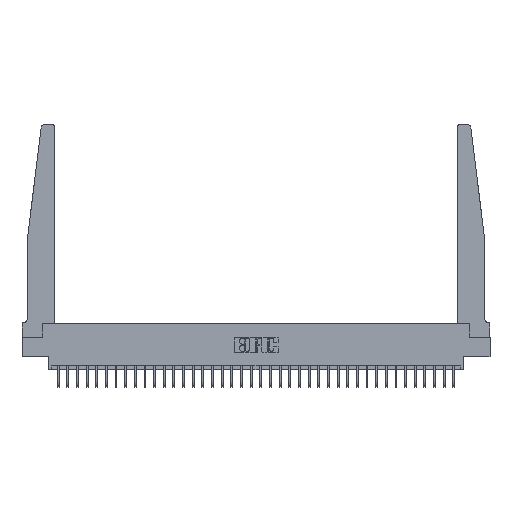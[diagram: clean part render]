
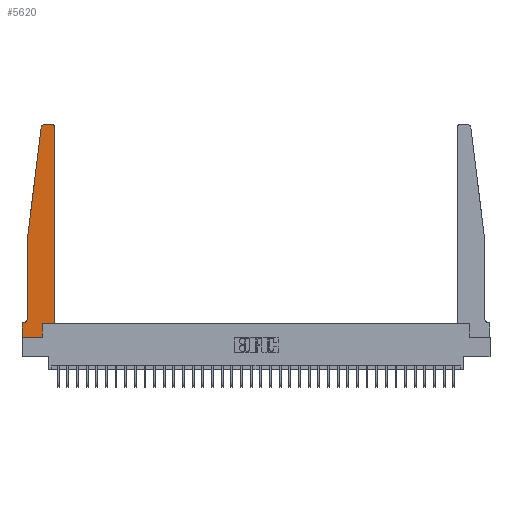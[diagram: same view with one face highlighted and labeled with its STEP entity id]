
A CAD part, top view. The second image highlights one B-rep face of the part: STEP entity #5620.
In plain terms, the highlighted planar face has unit normal (0, 0, 1).
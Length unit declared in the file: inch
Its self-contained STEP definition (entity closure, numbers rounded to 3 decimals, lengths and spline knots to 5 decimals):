
#8 = EDGE_CURVE ( 'NONE', #19285, #2188, #27945, .T. ) ;
#69 = AXIS2_PLACEMENT_3D ( 'NONE', #25104, #27734, #30397 ) ;
#174 = LINE ( 'NONE', #19203, #27259 ) ;
#482 = CIRCLE ( 'NONE', #69, 0.03 ) ;
#970 = CIRCLE ( 'NONE', #17195, 0.05 ) ;
#979 = DIRECTION ( 'NONE',  ( -1., 0., 0. ) ) ;
#1401 = CARTESIAN_POINT ( 'NONE',  ( 0.24675, 2.72367, 0.37 ) ) ;
#1443 = VERTEX_POINT ( 'NONE', #6968 ) ;
#2084 = VECTOR ( 'NONE', #21563, 39.37008 ) ;
#2188 = VERTEX_POINT ( 'NONE', #4182 ) ;
#2904 = VERTEX_POINT ( 'NONE', #1401 ) ;
#2942 = ORIENTED_EDGE ( 'NONE', *, *, #18205, .T. ) ;
#3439 = EDGE_CURVE ( 'NONE', #1443, #10607, #33864, .T. ) ;
#3940 = DIRECTION ( 'NONE',  ( 1., 0., 0. ) ) ;
#4182 = CARTESIAN_POINT ( 'NONE',  ( 0., 0., 0.37 ) ) ;
#4514 = CARTESIAN_POINT ( 'NONE',  ( 0.065, 1.25, 0.37 ) ) ;
#4588 = VECTOR ( 'NONE', #7638, 39.37008 ) ;
#5269 = ORIENTED_EDGE ( 'NONE', *, *, #8, .T. ) ;
#5336 = AXIS2_PLACEMENT_3D ( 'NONE', #5825, #11337, #29454 ) ;
#5620 = ADVANCED_FACE ( 'NONE', ( #30009 ), #10887, .T. ) ;
#5825 = CARTESIAN_POINT ( 'NONE',  ( 0., 0.1875, 0.37 ) ) ;
#6195 = DIRECTION ( 'NONE',  ( 0., 0., 1. ) ) ;
#6349 = DIRECTION ( 'NONE',  ( 0., -1., 0. ) ) ;
#6825 = VECTOR ( 'NONE', #20097, 39.37008 ) ;
#6902 = DIRECTION ( 'NONE',  ( 0., -1., 0. ) ) ;
#6968 = CARTESIAN_POINT ( 'NONE',  ( 0.2605, 0.18, 0.37 ) ) ;
#7147 = ORIENTED_EDGE ( 'NONE', *, *, #9936, .T. ) ;
#7370 = CARTESIAN_POINT ( 'NONE',  ( 0.425, 0.18, 0.37 ) ) ;
#7638 = DIRECTION ( 'NONE',  ( 0., 1., 0. ) ) ;
#7770 = CARTESIAN_POINT ( 'NONE',  ( 0.015, 0.1875, 0.37 ) ) ;
#8133 = CARTESIAN_POINT ( 'NONE',  ( 0., 0.1875, 0.37 ) ) ;
#8281 = LINE ( 'NONE', #26765, #26883 ) ;
#8808 = EDGE_CURVE ( 'NONE', #15698, #22400, #482, .T. ) ;
#8852 = DIRECTION ( 'NONE',  ( 1., 0., 0. ) ) ;
#9180 = CARTESIAN_POINT ( 'NONE',  ( 0.2605, 0.18, 0.37 ) ) ;
#9281 = CARTESIAN_POINT ( 'NONE',  ( 0.425, 0.18, 0.37 ) ) ;
#9883 = EDGE_CURVE ( 'NONE', #16727, #19285, #30583, .T. ) ;
#9936 = EDGE_CURVE ( 'NONE', #2904, #25908, #18184, .T. ) ;
#10607 = VERTEX_POINT ( 'NONE', #7370 ) ;
#10665 = ORIENTED_EDGE ( 'NONE', *, *, #9883, .T. ) ;
#10761 = VECTOR ( 'NONE', #33226, 39.37008 ) ;
#10786 = EDGE_CURVE ( 'NONE', #22400, #32808, #174, .T. ) ;
#10887 = PLANE ( 'NONE',  #5336 ) ;
#11337 = DIRECTION ( 'NONE',  ( 0., 0., 1. ) ) ;
#11998 = LINE ( 'NONE', #23432, #4588 ) ;
#13928 = CARTESIAN_POINT ( 'NONE',  ( 0.27653, 2.72, 0.37 ) ) ;
#13958 = CARTESIAN_POINT ( 'NONE',  ( 0.065, 1.25, 0.37 ) ) ;
#14524 = CARTESIAN_POINT ( 'NONE',  ( 0., 0., 0.37 ) ) ;
#14772 = EDGE_CURVE ( 'NONE', #10607, #15698, #11998, .T. ) ;
#14952 = VECTOR ( 'NONE', #3940, 39.37008 ) ;
#15698 = VERTEX_POINT ( 'NONE', #15976 ) ;
#15718 = VERTEX_POINT ( 'NONE', #29376 ) ;
#15976 = CARTESIAN_POINT ( 'NONE',  ( 0.425, 2.72, 0.37 ) ) ;
#16079 = ORIENTED_EDGE ( 'NONE', *, *, #17107, .T. ) ;
#16727 = VERTEX_POINT ( 'NONE', #7770 ) ;
#17008 = VECTOR ( 'NONE', #6349, 39.37008 ) ;
#17065 = ORIENTED_EDGE ( 'NONE', *, *, #28203, .T. ) ;
#17107 = EDGE_CURVE ( 'NONE', #19439, #1443, #34027, .T. ) ;
#17195 = AXIS2_PLACEMENT_3D ( 'NONE', #23154, #28017, #28460 ) ;
#17605 = EDGE_LOOP ( 'NONE', ( #20543, #28771, #7147, #18944, #17065, #10665, #5269, #2942, #16079, #28869, #33696, #27219 ) ) ;
#18184 = LINE ( 'NONE', #4514, #10761 ) ;
#18205 = EDGE_CURVE ( 'NONE', #2188, #19439, #8281, .T. ) ;
#18944 = ORIENTED_EDGE ( 'NONE', *, *, #31849, .T. ) ;
#19203 = CARTESIAN_POINT ( 'NONE',  ( 0.25, 2.75, 0.37 ) ) ;
#19285 = VERTEX_POINT ( 'NONE', #8133 ) ;
#19439 = VERTEX_POINT ( 'NONE', #25403 ) ;
#20097 = DIRECTION ( 'NONE',  ( 0., 1., 0. ) ) ;
#20543 = ORIENTED_EDGE ( 'NONE', *, *, #10786, .T. ) ;
#21451 = CARTESIAN_POINT ( 'NONE',  ( 0.065, 1.25, 0.37 ) ) ;
#21563 = DIRECTION ( 'NONE',  ( -1., 0., 0. ) ) ;
#22400 = VERTEX_POINT ( 'NONE', #28136 ) ;
#23154 = CARTESIAN_POINT ( 'NONE',  ( 0.015, 0.2375, 0.37 ) ) ;
#23432 = CARTESIAN_POINT ( 'NONE',  ( 0.425, 0.18, 0.37 ) ) ;
#23951 = LINE ( 'NONE', #13958, #17008 ) ;
#24201 = AXIS2_PLACEMENT_3D ( 'NONE', #13928, #6195, #8852 ) ;
#24287 = DIRECTION ( 'NONE',  ( 1., 0., 0. ) ) ;
#25104 = CARTESIAN_POINT ( 'NONE',  ( 0.395, 2.72, 0.37 ) ) ;
#25403 = CARTESIAN_POINT ( 'NONE',  ( 0.2605, 0., 0.37 ) ) ;
#25908 = VERTEX_POINT ( 'NONE', #21451 ) ;
#26765 = CARTESIAN_POINT ( 'NONE',  ( 0., 0., 0.37 ) ) ;
#26883 = VECTOR ( 'NONE', #24287, 39.37008 ) ;
#27219 = ORIENTED_EDGE ( 'NONE', *, *, #8808, .T. ) ;
#27257 = CARTESIAN_POINT ( 'NONE',  ( 0.065, 0.1875, 0.37 ) ) ;
#27259 = VECTOR ( 'NONE', #979, 39.37008 ) ;
#27734 = DIRECTION ( 'NONE',  ( 0., 0., 1. ) ) ;
#27945 = LINE ( 'NONE', #14524, #33703 ) ;
#28017 = DIRECTION ( 'NONE',  ( 0., 0., -1. ) ) ;
#28136 = CARTESIAN_POINT ( 'NONE',  ( 0.395, 2.75, 0.37 ) ) ;
#28203 = EDGE_CURVE ( 'NONE', #15718, #16727, #970, .T. ) ;
#28460 = DIRECTION ( 'NONE',  ( -1., 0., 0. ) ) ;
#28575 = CIRCLE ( 'NONE', #24201, 0.03 ) ;
#28771 = ORIENTED_EDGE ( 'NONE', *, *, #28865, .T. ) ;
#28859 = CARTESIAN_POINT ( 'NONE',  ( 0.27653, 2.75, 0.37 ) ) ;
#28865 = EDGE_CURVE ( 'NONE', #32808, #2904, #28575, .T. ) ;
#28869 = ORIENTED_EDGE ( 'NONE', *, *, #3439, .T. ) ;
#29376 = CARTESIAN_POINT ( 'NONE',  ( 0.065, 0.2375, 0.37 ) ) ;
#29454 = DIRECTION ( 'NONE',  ( 1., 0., 0. ) ) ;
#30009 = FACE_OUTER_BOUND ( 'NONE', #17605, .T. ) ;
#30397 = DIRECTION ( 'NONE',  ( 1., 0., 0. ) ) ;
#30583 = LINE ( 'NONE', #27257, #2084 ) ;
#31849 = EDGE_CURVE ( 'NONE', #25908, #15718, #23951, .T. ) ;
#32808 = VERTEX_POINT ( 'NONE', #28859 ) ;
#33226 = DIRECTION ( 'NONE',  ( -0.122, -0.992, 0. ) ) ;
#33696 = ORIENTED_EDGE ( 'NONE', *, *, #14772, .T. ) ;
#33703 = VECTOR ( 'NONE', #6902, 39.37008 ) ;
#33864 = LINE ( 'NONE', #9281, #14952 ) ;
#34027 = LINE ( 'NONE', #9180, #6825 ) ;
